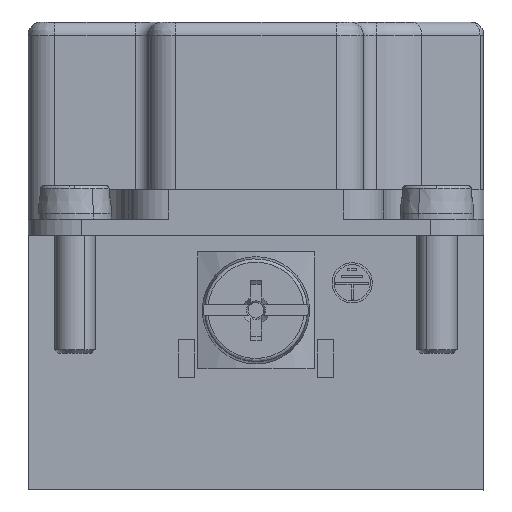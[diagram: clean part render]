
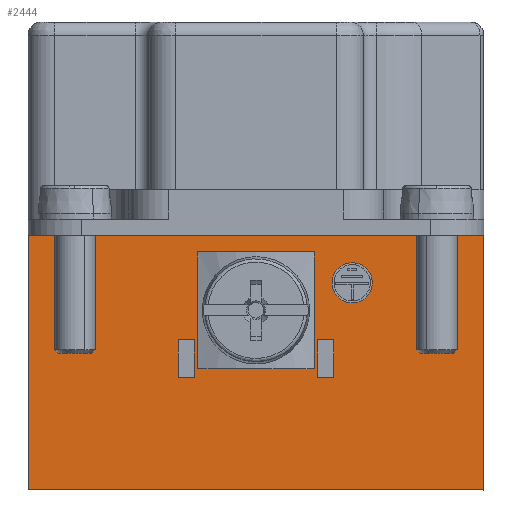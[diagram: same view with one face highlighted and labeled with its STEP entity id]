
A CAD part, front view. The second image highlights one B-rep face of the part: STEP entity #2444.
In plain terms, the highlighted planar face has unit normal (0, -1, 0).
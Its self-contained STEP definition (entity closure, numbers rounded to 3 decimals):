
#2444=ADVANCED_FACE('',(#4476,#4477,#4478,#4479,#4480),#3434,.F.);
#3434=PLANE('',#19304);
#4117=CIRCLE('',#19302,2.);
#4118=CIRCLE('',#19303,1.5);
#4476=FACE_BOUND('',#4648,.T.);
#4477=FACE_BOUND('',#4649,.T.);
#4478=FACE_BOUND('',#4650,.T.);
#4479=FACE_BOUND('',#4651,.T.);
#4480=FACE_BOUND('',#4652,.T.);
#4648=EDGE_LOOP('',(#6464,#6465,#6466,#6467));
#4649=EDGE_LOOP('',(#6468));
#4650=EDGE_LOOP('',(#6469,#6470,#6471,#6472));
#4651=EDGE_LOOP('',(#6473,#6474,#6475,#6476));
#4652=EDGE_LOOP('',(#6477));
#6464=ORIENTED_EDGE('',*,*,#13180,.F.);
#6465=ORIENTED_EDGE('',*,*,#13331,.F.);
#6466=ORIENTED_EDGE('',*,*,#13332,.F.);
#6467=ORIENTED_EDGE('',*,*,#13333,.F.);
#6468=ORIENTED_EDGE('',*,*,#13334,.T.);
#6469=ORIENTED_EDGE('',*,*,#13335,.T.);
#6470=ORIENTED_EDGE('',*,*,#13336,.T.);
#6471=ORIENTED_EDGE('',*,*,#13337,.T.);
#6472=ORIENTED_EDGE('',*,*,#13338,.T.);
#6473=ORIENTED_EDGE('',*,*,#13339,.F.);
#6474=ORIENTED_EDGE('',*,*,#13340,.F.);
#6475=ORIENTED_EDGE('',*,*,#13341,.F.);
#6476=ORIENTED_EDGE('',*,*,#13342,.F.);
#6477=ORIENTED_EDGE('',*,*,#13343,.F.);
#11478=VERTEX_POINT('',#25559);
#11479=VERTEX_POINT('',#25561);
#11628=VERTEX_POINT('',#26558);
#11629=VERTEX_POINT('',#26560);
#11630=VERTEX_POINT('',#26563);
#11631=VERTEX_POINT('',#26565);
#11632=VERTEX_POINT('',#26566);
#11633=VERTEX_POINT('',#26568);
#11634=VERTEX_POINT('',#26570);
#11635=VERTEX_POINT('',#26573);
#11636=VERTEX_POINT('',#26574);
#11637=VERTEX_POINT('',#26576);
#11638=VERTEX_POINT('',#26578);
#11639=VERTEX_POINT('',#26581);
#13180=EDGE_CURVE('',#11478,#11479,#15742,.T.);
#13331=EDGE_CURVE('',#11628,#11478,#15860,.T.);
#13332=EDGE_CURVE('',#11629,#11628,#15861,.T.);
#13333=EDGE_CURVE('',#11479,#11629,#15862,.T.);
#13334=EDGE_CURVE('',#11630,#11630,#4117,.T.);
#13335=EDGE_CURVE('',#11631,#11632,#15863,.T.);
#13336=EDGE_CURVE('',#11632,#11633,#15864,.T.);
#13337=EDGE_CURVE('',#11633,#11634,#15865,.T.);
#13338=EDGE_CURVE('',#11634,#11631,#15866,.T.);
#13339=EDGE_CURVE('',#11635,#11636,#15867,.T.);
#13340=EDGE_CURVE('',#11637,#11635,#15868,.T.);
#13341=EDGE_CURVE('',#11638,#11637,#15869,.T.);
#13342=EDGE_CURVE('',#11636,#11638,#15870,.T.);
#13343=EDGE_CURVE('',#11639,#11639,#4118,.T.);
#15742=LINE('',#25560,#17497);
#15860=LINE('',#26557,#17615);
#15861=LINE('',#26559,#17616);
#15862=LINE('',#26561,#17617);
#15863=LINE('',#26564,#17618);
#15864=LINE('',#26567,#17619);
#15865=LINE('',#26569,#17620);
#15866=LINE('',#26571,#17621);
#15867=LINE('',#26572,#17622);
#15868=LINE('',#26575,#17623);
#15869=LINE('',#26577,#17624);
#15870=LINE('',#26579,#17625);
#17497=VECTOR('',#20571,1.);
#17615=VECTOR('',#20715,1.);
#17616=VECTOR('',#20716,1.);
#17617=VECTOR('',#20717,1.);
#17618=VECTOR('',#20720,1.);
#17619=VECTOR('',#20721,1.);
#17620=VECTOR('',#20722,1.);
#17621=VECTOR('',#20723,1.);
#17622=VECTOR('',#20724,1.);
#17623=VECTOR('',#20725,1.);
#17624=VECTOR('',#20726,1.);
#17625=VECTOR('',#20727,1.);
#19302=AXIS2_PLACEMENT_3D('',#26562,#20718,#20719);
#19303=AXIS2_PLACEMENT_3D('',#26580,#20728,#20729);
#19304=AXIS2_PLACEMENT_3D('',#26582,#20730,#20731);
#20571=DIRECTION('',(0.,0.,-1.));
#20715=DIRECTION('',(1.,0.,0.));
#20716=DIRECTION('',(0.,0.,1.));
#20717=DIRECTION('',(-1.,0.,0.));
#20718=DIRECTION('',(0.,1.,0.));
#20719=DIRECTION('',(0.,0.,-1.));
#20720=DIRECTION('',(1.,0.,0.));
#20721=DIRECTION('',(0.,0.,-1.));
#20722=DIRECTION('',(-1.,0.,0.));
#20723=DIRECTION('',(0.,0.,1.));
#20724=DIRECTION('',(0.,0.,-1.));
#20725=DIRECTION('',(-1.,0.,0.));
#20726=DIRECTION('',(0.,0.,1.));
#20727=DIRECTION('',(1.,0.,0.));
#20728=DIRECTION('',(0.,-1.,0.));
#20729=DIRECTION('',(0.,0.,1.));
#20730=DIRECTION('',(0.,1.,0.));
#20731=DIRECTION('',(1.,0.,0.));
#25559=CARTESIAN_POINT('',(17.001,-33.05,19.));
#25560=CARTESIAN_POINT('',(17.001,-33.05,20.2));
#25561=CARTESIAN_POINT('',(17.001,-33.05,0.));
#26557=CARTESIAN_POINT('',(-16.999,-33.05,19.));
#26558=CARTESIAN_POINT('',(-16.999,-33.05,19.));
#26559=CARTESIAN_POINT('',(-16.999,-33.05,9.6));
#26560=CARTESIAN_POINT('',(-16.999,-33.05,0.));
#26561=CARTESIAN_POINT('',(3.827,-33.05,0.));
#26562=CARTESIAN_POINT('',(0.001,-33.05,13.4));
#26563=CARTESIAN_POINT('',(0.001,-33.05,11.4));
#26564=CARTESIAN_POINT('',(3.827,-33.05,11.2));
#26565=CARTESIAN_POINT('',(-5.8,-33.05,11.2));
#26566=CARTESIAN_POINT('',(-4.6,-33.05,11.2));
#26567=CARTESIAN_POINT('',(-4.6,-33.05,0.));
#26568=CARTESIAN_POINT('',(-4.6,-33.05,8.4));
#26569=CARTESIAN_POINT('',(3.827,-33.05,8.4));
#26570=CARTESIAN_POINT('',(-5.8,-33.05,8.4));
#26571=CARTESIAN_POINT('',(-5.8,-33.05,0.));
#26572=CARTESIAN_POINT('',(4.6,-33.05,0.));
#26573=CARTESIAN_POINT('',(4.6,-33.05,11.2));
#26574=CARTESIAN_POINT('',(4.6,-33.05,8.4));
#26575=CARTESIAN_POINT('',(3.827,-33.05,11.2));
#26576=CARTESIAN_POINT('',(5.8,-33.05,11.2));
#26577=CARTESIAN_POINT('',(5.8,-33.05,0.));
#26578=CARTESIAN_POINT('',(5.8,-33.05,8.4));
#26579=CARTESIAN_POINT('',(3.827,-33.05,8.4));
#26580=CARTESIAN_POINT('',(7.175,-33.05,15.45));
#26581=CARTESIAN_POINT('',(7.175,-33.05,16.95));
#26582=CARTESIAN_POINT('',(3.827,-33.05,0.));
